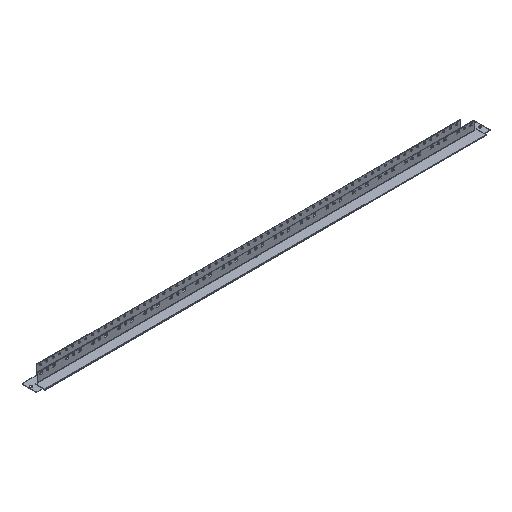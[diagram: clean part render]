
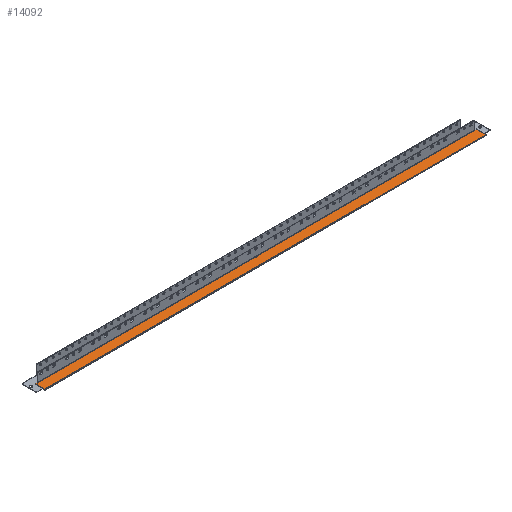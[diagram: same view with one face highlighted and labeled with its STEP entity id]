
A CAD part, isometric view. The second image highlights one B-rep face of the part: STEP entity #14092.
In plain terms, the highlighted planar face has unit normal (0, 0, 1).
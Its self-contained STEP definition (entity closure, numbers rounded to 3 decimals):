
#335 = EDGE_CURVE ( 'NONE', #767, #766, #6733, .T. ) ;
#336 = EDGE_CURVE ( 'NONE', #766, #764, #6730, .T. ) ;
#337 = EDGE_CURVE ( 'NONE', #764, #765, #6729, .T. ) ;
#338 = EDGE_CURVE ( 'NONE', #768, #767, #6725, .T. ) ;
#339 = EDGE_CURVE ( 'NONE', #771, #770, #9824, .T. ) ;
#340 = EDGE_CURVE ( 'NONE', #765, #771, #9830, .T. ) ;
#764 = VERTEX_POINT ( 'NONE', #11797 ) ;
#765 = VERTEX_POINT ( 'NONE', #11798 ) ;
#766 = VERTEX_POINT ( 'NONE', #11799 ) ;
#767 = VERTEX_POINT ( 'NONE', #11800 ) ;
#768 = VERTEX_POINT ( 'NONE', #11801 ) ;
#769 = VERTEX_POINT ( 'NONE', #11802 ) ;
#770 = VERTEX_POINT ( 'NONE', #11803 ) ;
#771 = VERTEX_POINT ( 'NONE', #11804 ) ;
#2303 = CARTESIAN_POINT ( 'NONE',  ( 0., -13.475, 3.1 ) ) ;
#2310 = PLANE ( 'NONE',  #9197 ) ;
#2315 = DIRECTION ( 'NONE',  ( 0., 0., 1. ) ) ;
#2316 = DIRECTION ( 'NONE',  ( 1., 0., 0. ) ) ;
#3849 = EDGE_CURVE ( 'NONE', #769, #768, #6782, .T. ) ;
#3853 = EDGE_CURVE ( 'NONE', #770, #769, #6788, .T. ) ;
#4527 = VECTOR ( 'NONE', #10878, 1000. ) ;
#6725 = LINE ( 'NONE', #10881, #9827 ) ;
#6729 = LINE ( 'NONE', #10879, #9825 ) ;
#6730 = LINE ( 'NONE', #10875, #9823 ) ;
#6733 = LINE ( 'NONE', #10877, #4527 ) ;
#6782 = LINE ( 'NONE', #12178, #6783 ) ;
#6783 = VECTOR ( 'NONE', #12179, 1000. ) ;
#6788 = LINE ( 'NONE', #12186, #6789 ) ;
#6789 = VECTOR ( 'NONE', #12187, 1000. ) ;
#9142 = FACE_OUTER_BOUND ( 'NONE', #14534, .T. ) ;
#9197 = AXIS2_PLACEMENT_3D ( 'NONE', #2303, #2315, #2316 ) ;
#9823 = VECTOR ( 'NONE', #10880, 1000. ) ;
#9824 = LINE ( 'NONE', #10883, #9829 ) ;
#9825 = VECTOR ( 'NONE', #10882, 1000. ) ;
#9827 = VECTOR ( 'NONE', #10884, 1000. ) ;
#9829 = VECTOR ( 'NONE', #10886, 1000. ) ;
#9830 = LINE ( 'NONE', #10887, #9831 ) ;
#9831 = VECTOR ( 'NONE', #10888, 1000. ) ;
#10875 = CARTESIAN_POINT ( 'NONE',  ( -840., 14.375, 3.1 ) ) ;
#10877 = CARTESIAN_POINT ( 'NONE',  ( 0., 4.375, 3.1 ) ) ;
#10878 = DIRECTION ( 'NONE',  ( 1., 0., 0. ) ) ;
#10879 = CARTESIAN_POINT ( 'NONE',  ( -840., 4.275, 3.1 ) ) ;
#10880 = DIRECTION ( 'NONE',  ( 0., -1., 0. ) ) ;
#10881 = CARTESIAN_POINT ( 'NONE',  ( -847.5, -13.475, 3.1 ) ) ;
#10882 = DIRECTION ( 'NONE',  ( 1., 0., 0. ) ) ;
#10883 = CARTESIAN_POINT ( 'NONE',  ( 0., 4.375, 3.1 ) ) ;
#10884 = DIRECTION ( 'NONE',  ( 0., 1., 0. ) ) ;
#10886 = DIRECTION ( 'NONE',  ( 1., 0., 0. ) ) ;
#10887 = CARTESIAN_POINT ( 'NONE',  ( 840., 4.275, 3.1 ) ) ;
#10888 = DIRECTION ( 'NONE',  ( 0., 1., 0. ) ) ;
#11797 = CARTESIAN_POINT ( 'NONE',  ( -840., 4.275, 3.1 ) ) ;
#11798 = CARTESIAN_POINT ( 'NONE',  ( 840., 4.275, 3.1 ) ) ;
#11799 = CARTESIAN_POINT ( 'NONE',  ( -840., 4.375, 3.1 ) ) ;
#11800 = CARTESIAN_POINT ( 'NONE',  ( -847.5, 4.375, 3.1 ) ) ;
#11801 = CARTESIAN_POINT ( 'NONE',  ( -847.5, -31.325, 3.1 ) ) ;
#11802 = CARTESIAN_POINT ( 'NONE',  ( 847.5, -31.325, 3.1 ) ) ;
#11803 = CARTESIAN_POINT ( 'NONE',  ( 847.5, 4.375, 3.1 ) ) ;
#11804 = CARTESIAN_POINT ( 'NONE',  ( 840., 4.375, 3.1 ) ) ;
#12178 = CARTESIAN_POINT ( 'NONE',  ( 0., -31.325, 3.1 ) ) ;
#12179 = DIRECTION ( 'NONE',  ( -1., 0., 0. ) ) ;
#12186 = CARTESIAN_POINT ( 'NONE',  ( 847.5, -13.475, 3.1 ) ) ;
#12187 = DIRECTION ( 'NONE',  ( 0., -1., 0. ) ) ;
#14092 = ADVANCED_FACE ( 'NONE', ( #9142 ), #2310, .T. ) ;
#14534 = EDGE_LOOP ( 'NONE', ( #14809, #14849, #14785, #14793, #14865, #14769, #14777, #14752 ) ) ;
#14752 = ORIENTED_EDGE ( 'NONE', *, *, #340, .F. ) ;
#14769 = ORIENTED_EDGE ( 'NONE', *, *, #3853, .F. ) ;
#14777 = ORIENTED_EDGE ( 'NONE', *, *, #339, .F. ) ;
#14785 = ORIENTED_EDGE ( 'NONE', *, *, #335, .F. ) ;
#14793 = ORIENTED_EDGE ( 'NONE', *, *, #338, .F. ) ;
#14809 = ORIENTED_EDGE ( 'NONE', *, *, #337, .F. ) ;
#14849 = ORIENTED_EDGE ( 'NONE', *, *, #336, .F. ) ;
#14865 = ORIENTED_EDGE ( 'NONE', *, *, #3849, .F. ) ;
